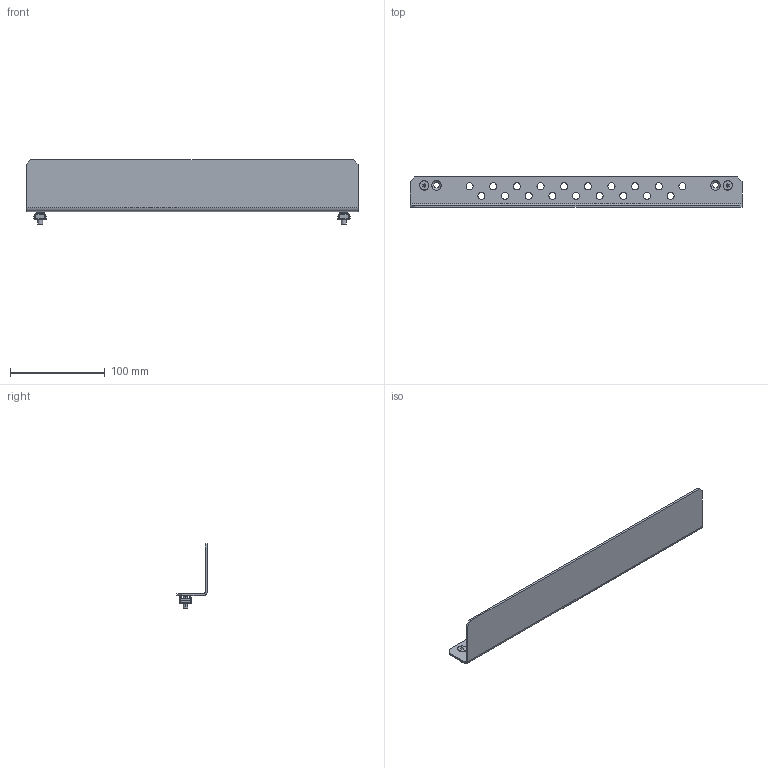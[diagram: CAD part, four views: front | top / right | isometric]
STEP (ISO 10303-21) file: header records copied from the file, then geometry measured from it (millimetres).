
FILE_DESCRIPTION (( 'STEP AP203' ), '1' );
FILE_NAME ('U3002036506 Êîìïëåêò øèí ìîíòàæíûõ óñèëåííûõ äëÿ 19-äþéìîâîãî îáîðóäîâàíèÿ LC2_RS52 651ìì (2øò) (000.801.300-02) .STEP', '2022-04-26T06:58:29', ( '' ), ( '' ), 'SwSTEP 2.0', 'SolidWorks 2017', '' );
FILE_SCHEMA (( 'CONFIG_CONTROL_DESIGN' ));
Length unit declared in the file: millimetre
Products named in the file (6): 026-762 Øèíà ìîíòàæíàÿ óñèëåííàÿ äëÿ 19-äþéìîâîãî îáîðóäîâàíèÿ LC2_00 (351 ¬¬); Âèíò DIN 7991_Œ5å16; Êëåòêà ãàéêè_M6-4€; Ãàéêà êâàäðàòíàÿ_Œ5; U3002036506 Êîìïëåêò øèí ìîíòàæíûõ óñèëåííûõ äëÿ 19-äþéìîâîãî îáîðóäîâàíèÿ LC2_RS52 651ìì (2øò) (000.801.300-02) ; Ãàéêà êëåòåâàÿ_M5-4B
Assembly tree (7 placements, depth 3):
  U3002036506 Êîìïëåêò øèí ìîíòàæíûõ óñèëåííûõ äëÿ 19-äþéìîâîãî îáîðóäîâàíèÿ LC2_RS52 651ìì (2øò) (000.801.300-02) 
    026-762 Øèíà ìîíòàæíàÿ óñèëåííàÿ äëÿ 19-äþéìîâîãî îáîðóäîâàíèÿ LC2_00 (351 ¬¬)
    Âèíò DIN 7991_Œ5å16  x2
    Ãàéêà êëåòåâàÿ_M5-4B  x2
      Êëåòêà ãàéêè_M6-4€
      Ãàéêà êâàäðàòíàÿ_Œ5
Bounding box: 351 x 32 x 68.7 mm (x, y, z)
Volume: 58736 mm3; surface area: 62853.5 mm2
Topology: 7 solids, 7 shells, 316 faces, 706 edges, 402 vertices
Faces by surface type: plane 180, cylinder 96, cone 20, bspline 16, torus 4
Entity records: 6356 total; most frequent: CARTESIAN_POINT 1240, DIRECTION 950, ORIENTED_EDGE 880, EDGE_CURVE 440, AXIS2_PLACEMENT_3D 341, VECTOR 268, LINE 268, VERTEX_POINT 259
